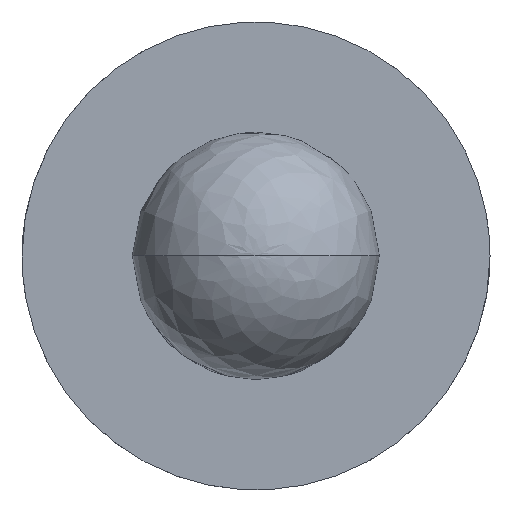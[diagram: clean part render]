
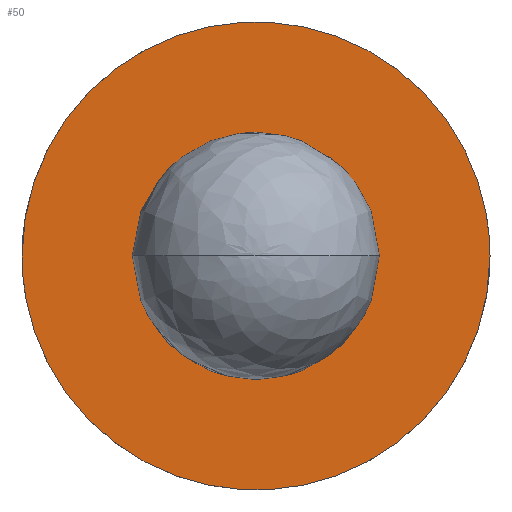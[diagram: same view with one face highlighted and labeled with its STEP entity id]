
A CAD part, top view. The second image highlights one B-rep face of the part: STEP entity #50.
In plain terms, the highlighted planar face has unit normal (0, 0, 1).
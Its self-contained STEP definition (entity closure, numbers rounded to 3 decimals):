
#23=FACE_BOUND('',#172,.T.);
#50=ADVANCED_FACE('',(#109,#23),#854,.T.);
#109=FACE_OUTER_BOUND('',#171,.T.);
#171=EDGE_LOOP('',(#299,#300));
#172=EDGE_LOOP('',(#301,#302));
#299=ORIENTED_EDGE('',*,*,#586,.F.);
#300=ORIENTED_EDGE('',*,*,#528,.F.);
#301=ORIENTED_EDGE('',*,*,#518,.T.);
#302=ORIENTED_EDGE('',*,*,#572,.T.);
#518=EDGE_CURVE('',#776,#810,#627,.T.);
#528=EDGE_CURVE('',#781,#818,#687,.T.);
#572=EDGE_CURVE('',#810,#776,#639,.T.);
#586=EDGE_CURVE('',#818,#781,#731,.T.);
#627=B_SPLINE_CURVE_WITH_KNOTS('',3,(#1419,#1420,#1421,#1422,#1423,#1424,
#1425,#1426,#1427,#1428,#1429,#1430,#1431,#1432,#1433,#1434,#1435,#1436,
#1437,#1438,#1439,#1440,#1441,#1442,#1443),.UNSPECIFIED.,.F.,.F.,(4,3,3,
3,3,3,3,3,4),(0.,20.856,43.476,66.097,86.953,
107.808,130.429,153.05,173.905),
 .UNSPECIFIED.);
#639=B_SPLINE_CURVE_WITH_KNOTS('',3,(#1661,#1662,#1663,#1664,#1665,#1666,
#1667,#1668,#1669,#1670,#1671,#1672,#1673,#1674,#1675,#1676,#1677,#1678,
#1679,#1680,#1681,#1682,#1683,#1684,#1685),.UNSPECIFIED.,.F.,.F.,(4,3,3,
3,3,3,3,3,4),(173.905,194.761,217.382,240.002,
260.858,281.714,304.334,326.955,347.811),
 .UNSPECIFIED.);
#687=(
BOUNDED_CURVE()
B_SPLINE_CURVE(2,(#1476,#1477,#1478,#1479,#1480),.UNSPECIFIED.,.F.,.F.)
B_SPLINE_CURVE_WITH_KNOTS((3,2,3),(-713.142,-534.856,
-356.571),.UNSPECIFIED.)
CURVE()
GEOMETRIC_REPRESENTATION_ITEM()
RATIONAL_B_SPLINE_CURVE((1.,0.707,1.,0.707,1.))
REPRESENTATION_ITEM('')
);
#731=(
BOUNDED_CURVE()
B_SPLINE_CURVE(2,(#1735,#1736,#1737,#1738,#1739),.UNSPECIFIED.,.F.,.F.)
B_SPLINE_CURVE_WITH_KNOTS((3,2,3),(-356.571,-178.285,
0.),.UNSPECIFIED.)
CURVE()
GEOMETRIC_REPRESENTATION_ITEM()
RATIONAL_B_SPLINE_CURVE((1.,0.707,1.,0.707,1.))
REPRESENTATION_ITEM('')
);
#776=VERTEX_POINT('',#1233);
#781=VERTEX_POINT('',#1238);
#810=VERTEX_POINT('',#1267);
#818=VERTEX_POINT('',#1275);
#854=PLANE('',#1001);
#1001=AXIS2_PLACEMENT_3D('',#1138,#1054,$);
#1054=DIRECTION('',(0.,0.,1.));
#1138=CARTESIAN_POINT('',(115.767,-98.019,38.));
#1233=CARTESIAN_POINT('',(-55.003,17.751,38.));
#1238=CARTESIAN_POINT('',(113.497,17.751,38.));
#1267=CARTESIAN_POINT('',(54.997,17.751,38.));
#1275=CARTESIAN_POINT('',(-113.503,17.751,38.));
#1419=CARTESIAN_POINT('',(-55.003,17.751,38.));
#1420=CARTESIAN_POINT('',(-55.003,24.683,38.));
#1421=CARTESIAN_POINT('',(-53.692,31.552,38.));
#1422=CARTESIAN_POINT('',(-51.141,37.997,38.));
#1423=CARTESIAN_POINT('',(-48.375,44.983,38.));
#1424=CARTESIAN_POINT('',(-44.207,51.329,38.));
#1425=CARTESIAN_POINT('',(-38.894,56.642,38.));
#1426=CARTESIAN_POINT('',(-33.58,61.956,38.));
#1427=CARTESIAN_POINT('',(-27.235,66.124,38.));
#1428=CARTESIAN_POINT('',(-20.248,68.89,38.));
#1429=CARTESIAN_POINT('',(-13.803,71.441,38.));
#1430=CARTESIAN_POINT('',(-6.934,72.751,38.));
#1431=CARTESIAN_POINT('',(-0.003,72.751,38.));
#1432=CARTESIAN_POINT('',(6.929,72.751,38.));
#1433=CARTESIAN_POINT('',(13.798,71.441,38.));
#1434=CARTESIAN_POINT('',(20.243,68.89,38.));
#1435=CARTESIAN_POINT('',(27.229,66.124,38.));
#1436=CARTESIAN_POINT('',(33.575,61.956,38.));
#1437=CARTESIAN_POINT('',(38.888,56.642,38.));
#1438=CARTESIAN_POINT('',(44.202,51.329,38.));
#1439=CARTESIAN_POINT('',(48.37,44.983,38.));
#1440=CARTESIAN_POINT('',(51.136,37.997,38.));
#1441=CARTESIAN_POINT('',(53.687,31.552,38.));
#1442=CARTESIAN_POINT('',(54.997,24.683,38.));
#1443=CARTESIAN_POINT('',(54.997,17.751,38.));
#1476=CARTESIAN_POINT('',(113.497,17.751,38.));
#1477=CARTESIAN_POINT('',(113.497,-95.749,38.));
#1478=CARTESIAN_POINT('',(-0.003,-95.749,38.));
#1479=CARTESIAN_POINT('',(-113.503,-95.749,38.));
#1480=CARTESIAN_POINT('',(-113.503,17.751,38.));
#1661=CARTESIAN_POINT('',(54.997,17.751,38.));
#1662=CARTESIAN_POINT('',(54.997,10.82,38.));
#1663=CARTESIAN_POINT('',(53.687,3.951,38.));
#1664=CARTESIAN_POINT('',(51.136,-2.494,38.));
#1665=CARTESIAN_POINT('',(48.37,-9.48,38.));
#1666=CARTESIAN_POINT('',(44.202,-15.826,38.));
#1667=CARTESIAN_POINT('',(38.888,-21.139,38.));
#1668=CARTESIAN_POINT('',(33.575,-26.453,38.));
#1669=CARTESIAN_POINT('',(27.229,-30.621,38.));
#1670=CARTESIAN_POINT('',(20.243,-33.387,38.));
#1671=CARTESIAN_POINT('',(13.798,-35.938,38.));
#1672=CARTESIAN_POINT('',(6.929,-37.249,38.));
#1673=CARTESIAN_POINT('',(-0.003,-37.249,38.));
#1674=CARTESIAN_POINT('',(-6.934,-37.249,38.));
#1675=CARTESIAN_POINT('',(-13.803,-35.938,38.));
#1676=CARTESIAN_POINT('',(-20.248,-33.387,38.));
#1677=CARTESIAN_POINT('',(-27.235,-30.621,38.));
#1678=CARTESIAN_POINT('',(-33.58,-26.453,38.));
#1679=CARTESIAN_POINT('',(-38.894,-21.139,38.));
#1680=CARTESIAN_POINT('',(-44.207,-15.826,38.));
#1681=CARTESIAN_POINT('',(-48.375,-9.48,38.));
#1682=CARTESIAN_POINT('',(-51.141,-2.494,38.));
#1683=CARTESIAN_POINT('',(-53.692,3.951,38.));
#1684=CARTESIAN_POINT('',(-55.003,10.82,38.));
#1685=CARTESIAN_POINT('',(-55.003,17.751,38.));
#1735=CARTESIAN_POINT('',(-113.503,17.751,38.));
#1736=CARTESIAN_POINT('',(-113.503,131.251,38.));
#1737=CARTESIAN_POINT('',(-0.003,131.251,38.));
#1738=CARTESIAN_POINT('',(113.497,131.251,38.));
#1739=CARTESIAN_POINT('',(113.497,17.751,38.));
